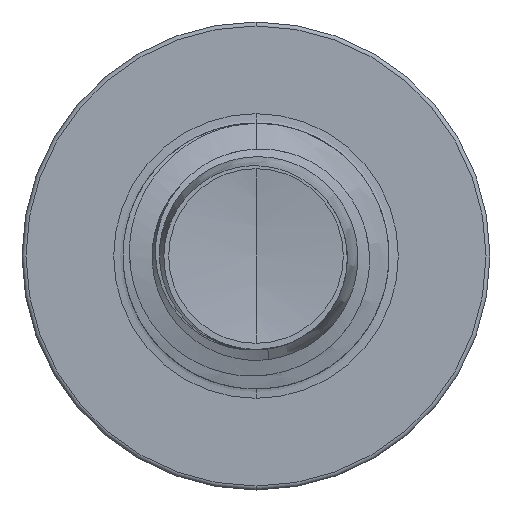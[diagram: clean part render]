
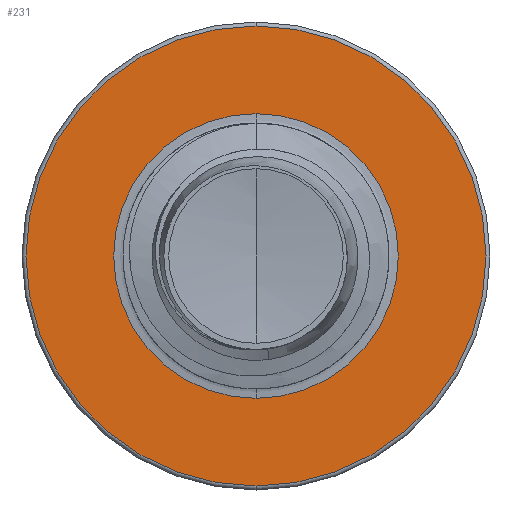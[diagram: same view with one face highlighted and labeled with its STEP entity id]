
A CAD part, front view. The second image highlights one B-rep face of the part: STEP entity #231.
In plain terms, the highlighted planar face has unit normal (0, -1, 0).
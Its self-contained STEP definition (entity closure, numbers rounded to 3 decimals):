
#231 = ADVANCED_FACE ( 'NONE', ( #14771, #24003 ), #4577, .F. ) ;
#978 = EDGE_CURVE ( 'NONE', #11339, #23474, #8602, .T. ) ;
#2394 = CIRCLE ( 'NONE', #8887, 2.677 ) ;
#3527 = CARTESIAN_POINT ( 'NONE',  ( 0., 14., 0. ) ) ;
#3938 = ORIENTED_EDGE ( 'NONE', *, *, #9431, .T. ) ;
#4215 = VERTEX_POINT ( 'NONE', #6082 ) ;
#4577 = PLANE ( 'NONE',  #18433 ) ;
#4686 = CARTESIAN_POINT ( 'NONE',  ( 0., 14., -2.677 ) ) ;
#5368 = DIRECTION ( 'NONE',  ( 0., 0., 1. ) ) ;
#6082 = CARTESIAN_POINT ( 'NONE',  ( 0., 14., 2.677 ) ) ;
#6229 = CARTESIAN_POINT ( 'NONE',  ( 0., 14., 4.325 ) ) ;
#8602 = CIRCLE ( 'NONE', #20909, 4.325 ) ;
#8789 = AXIS2_PLACEMENT_3D ( 'NONE', #9756, #22789, #11656 ) ;
#8887 = AXIS2_PLACEMENT_3D ( 'NONE', #3527, #16666, #5368 ) ;
#9431 = EDGE_CURVE ( 'NONE', #17936, #4215, #2394, .T. ) ;
#9756 = CARTESIAN_POINT ( 'NONE',  ( 0., 14., 0. ) ) ;
#10946 = CARTESIAN_POINT ( 'NONE',  ( 0., 14., 0. ) ) ;
#11288 = CARTESIAN_POINT ( 'NONE',  ( 0., 14., -4.325 ) ) ;
#11339 = VERTEX_POINT ( 'NONE', #11288 ) ;
#11397 = DIRECTION ( 'NONE',  ( 0., 0., 1. ) ) ;
#11404 = DIRECTION ( 'NONE',  ( 0., 1., 0. ) ) ;
#11423 = CARTESIAN_POINT ( 'NONE',  ( 0., 14., 0. ) ) ;
#11656 = DIRECTION ( 'NONE',  ( 0., 0., 1. ) ) ;
#12868 = DIRECTION ( 'NONE',  ( 0., 0., 1. ) ) ;
#14536 = DIRECTION ( 'NONE',  ( 0., 1., 0. ) ) ;
#14771 = FACE_OUTER_BOUND ( 'NONE', #19310, .T. ) ;
#14786 = DIRECTION ( 'NONE',  ( 0., 0., 1. ) ) ;
#15929 = ORIENTED_EDGE ( 'NONE', *, *, #16059, .T. ) ;
#16059 = EDGE_CURVE ( 'NONE', #4215, #17936, #24221, .T. ) ;
#16597 = ORIENTED_EDGE ( 'NONE', *, *, #978, .F. ) ;
#16666 = DIRECTION ( 'NONE',  ( 0., 1., 0. ) ) ;
#16673 = EDGE_CURVE ( 'NONE', #23474, #11339, #22509, .T. ) ;
#17936 = VERTEX_POINT ( 'NONE', #22225 ) ;
#18433 = AXIS2_PLACEMENT_3D ( 'NONE', #4686, #14536, #14786 ) ;
#19310 = EDGE_LOOP ( 'NONE', ( #21739, #16597 ) ) ;
#20909 = AXIS2_PLACEMENT_3D ( 'NONE', #11423, #11404, #11397 ) ;
#21739 = ORIENTED_EDGE ( 'NONE', *, *, #16673, .F. ) ;
#21813 = EDGE_LOOP ( 'NONE', ( #15929, #3938 ) ) ;
#22225 = CARTESIAN_POINT ( 'NONE',  ( 0., 14., -2.677 ) ) ;
#22509 = CIRCLE ( 'NONE', #8789, 4.325 ) ;
#22789 = DIRECTION ( 'NONE',  ( 0., 1., 0. ) ) ;
#23474 = VERTEX_POINT ( 'NONE', #6229 ) ;
#23937 = DIRECTION ( 'NONE',  ( 0., 1., 0. ) ) ;
#24003 = FACE_BOUND ( 'NONE', #21813, .T. ) ;
#24203 = AXIS2_PLACEMENT_3D ( 'NONE', #10946, #23937, #12868 ) ;
#24221 = CIRCLE ( 'NONE', #24203, 2.677 ) ;
